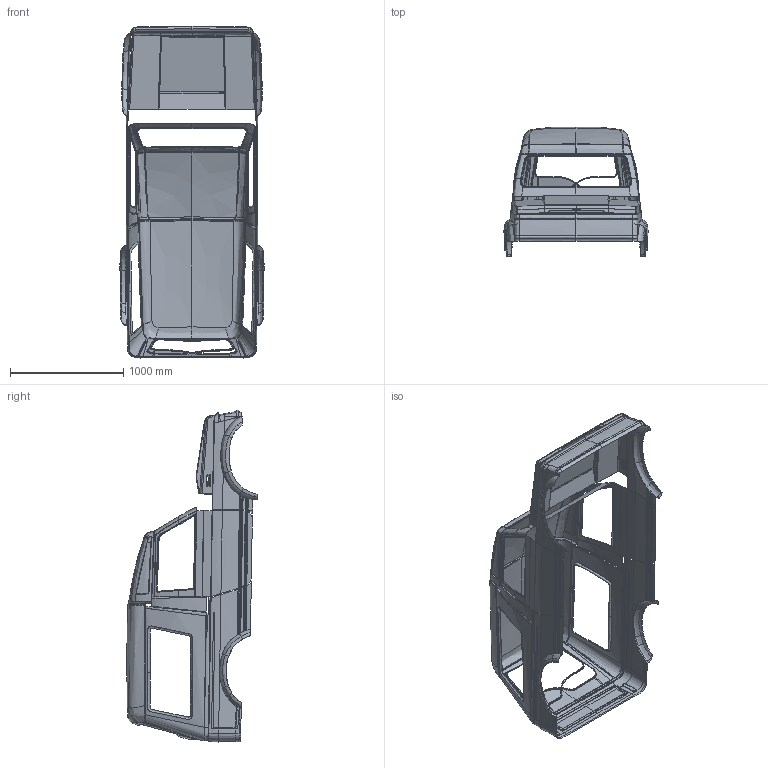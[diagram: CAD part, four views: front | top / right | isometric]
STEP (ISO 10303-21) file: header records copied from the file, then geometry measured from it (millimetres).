
FILE_DESCRIPTION(('FreeCAD Model'),'2;1');
FILE_NAME('Open CASCADE Shape Model','2025-04-27T04:14:09',('FreeCAD'),( 'FreeCAD'),'Open CASCADE STEP processor 7.6','FreeCAD','Unknown');
FILE_SCHEMA(('AUTOMOTIVE_DESIGN { 1 0 10303 214 1 1 1 1 }'));
Products named in the file (1): Open CASCADE STEP translator 7.6 1
Bounding box: 1271.69 x 1149.25 x 2930.29 mm (x, y, z)
Volume: 1514493.8 mm3; surface area: 8448409.5 mm2
Topology: 1 solids, 78 shells, 1315 faces, 3697 edges, 2450 vertices
Faces by surface type: bspline 1315
Entity records: 219333 total; most frequent: CARTESIAN_POINT 198982, ORIENTED_EDGE 6029, EDGE_CURVE 3689, B_SPLINE_CURVE_WITH_KNOTS 3228, VERTEX_POINT 2450, FACE_BOUND 1329, EDGE_LOOP 1329, ADVANCED_FACE 1315
